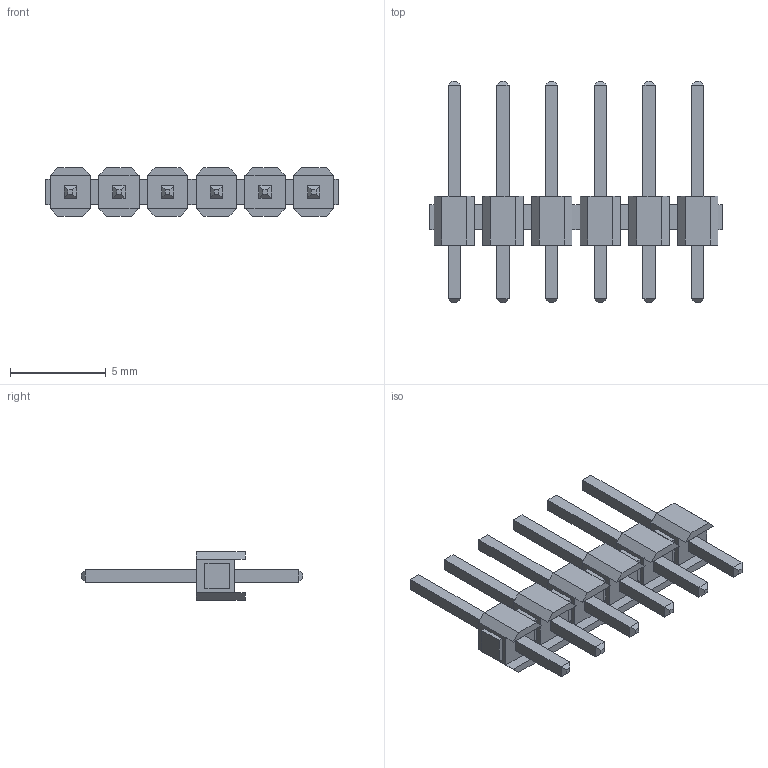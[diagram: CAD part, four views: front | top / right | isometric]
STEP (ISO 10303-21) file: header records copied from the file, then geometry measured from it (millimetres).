
FILE_DESCRIPTION (( 'STEP AP214' ), '1' );
FILE_NAME ('CE180A63-2525-4E4E-B4F8-E0254517EAAB.STEP', '2023-05-17T20:23:30', ( '' ), ( '' ), 'SwSTEP 2.0', 'SolidWorks 2022', '' );
FILE_SCHEMA (( 'AUTOMOTIVE_DESIGN' ));
Length unit declared in the file: millimetre
Products named in the file (1): CE180A63-2525-4E4E-B4F8-E0254517EAAB
Bounding box: 15.24 x 11.54 x 2.54 mm (x, y, z)
Volume: 92.1 mm3; surface area: 328.3 mm2
Topology: 1 solids, 1 shells, 222 faces, 516 edges, 320 vertices
Faces by surface type: plane 222
Entity records: 8560 total; most frequent: CARTESIAN_POINT 1059, ORIENTED_EDGE 1032, DIRECTION 962, LINE 516, VECTOR 516, EDGE_CURVE 516, VERTEX_POINT 320, EDGE_LOOP 246
